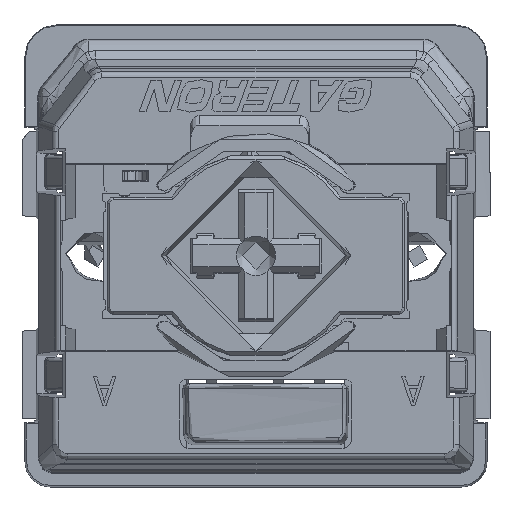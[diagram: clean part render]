
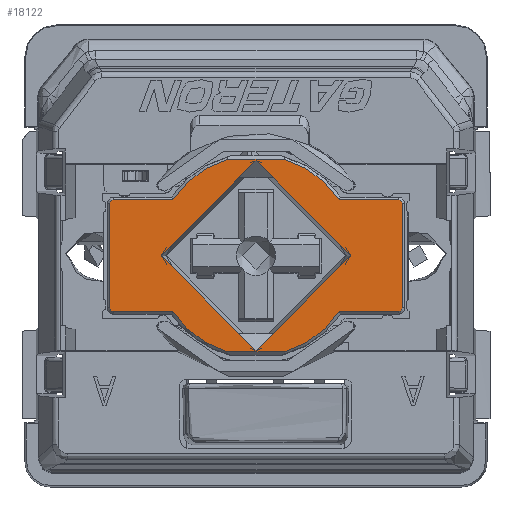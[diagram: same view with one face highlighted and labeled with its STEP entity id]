
A CAD part, top view. The second image highlights one B-rep face of the part: STEP entity #18122.
In plain terms, the highlighted planar face has unit normal (0, 0, 1).
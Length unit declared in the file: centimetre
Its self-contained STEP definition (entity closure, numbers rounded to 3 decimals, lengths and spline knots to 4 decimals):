
#263=FACE_BOUND('',#3104,.T.);
#702=CIRCLE('',#19589,0.317);
#703=CIRCLE('',#19591,0.012);
#704=CIRCLE('',#19593,0.012);
#705=CIRCLE('',#19595,0.317);
#706=CIRCLE('',#19598,0.317);
#707=CIRCLE('',#19601,0.012);
#708=CIRCLE('',#19603,0.012);
#709=CIRCLE('',#19606,0.317);
#710=CIRCLE('',#19608,0.2994);
#2108=FACE_OUTER_BOUND('',#3103,.T.);
#3103=EDGE_LOOP('',(#16109,#16110,#16111,#16112,#16113,#16114,#16115,#16116,
#16117,#16118,#16119,#16120,#16121,#16122,#16123,#16124));
#3104=EDGE_LOOP('',(#16125));
#4815=LINE('',#31217,#6621);
#4817=LINE('',#31222,#6623);
#4819=LINE('',#31235,#6625);
#4822=LINE('',#31241,#6628);
#4824=LINE('',#31250,#6630);
#4827=LINE('',#31256,#6633);
#4829=LINE('',#31282,#6635);
#4830=LINE('',#31296,#6636);
#6621=VECTOR('',#24024,0.1);
#6623=VECTOR('',#24028,0.1);
#6625=VECTOR('',#24032,0.1);
#6628=VECTOR('',#24037,0.1);
#6630=VECTOR('',#24041,0.1);
#6633=VECTOR('',#24046,0.1);
#6635=VECTOR('',#24066,0.1);
#6636=VECTOR('',#24083,0.1);
#8556=VERTEX_POINT('',#31211);
#8557=VERTEX_POINT('',#31216);
#8558=VERTEX_POINT('',#31220);
#8559=VERTEX_POINT('',#31221);
#8560=VERTEX_POINT('',#31229);
#8561=VERTEX_POINT('',#31234);
#8562=VERTEX_POINT('',#31238);
#8563=VERTEX_POINT('',#31240);
#8564=VERTEX_POINT('',#31247);
#8565=VERTEX_POINT('',#31249);
#8566=VERTEX_POINT('',#31253);
#8567=VERTEX_POINT('',#31255);
#8568=VERTEX_POINT('',#31259);
#8569=VERTEX_POINT('',#31270);
#8570=VERTEX_POINT('',#31277);
#8571=VERTEX_POINT('',#31291);
#8572=VERTEX_POINT('',#31300);
#11096=EDGE_CURVE('',#8557,#8556,#4815,.T.);
#11098=EDGE_CURVE('',#8558,#8559,#4817,.T.);
#11102=EDGE_CURVE('',#8561,#8560,#4819,.T.);
#11105=EDGE_CURVE('',#8563,#8562,#4822,.T.);
#11108=EDGE_CURVE('',#8565,#8564,#4824,.T.);
#11111=EDGE_CURVE('',#8567,#8566,#4827,.T.);
#11114=EDGE_CURVE('',#8556,#8568,#702,.T.);
#11115=EDGE_CURVE('',#8564,#8557,#703,.T.);
#11116=EDGE_CURVE('',#8562,#8565,#704,.T.);
#11117=EDGE_CURVE('',#8569,#8563,#705,.T.);
#11120=EDGE_CURVE('',#8570,#8569,#4829,.T.);
#11121=EDGE_CURVE('',#8560,#8570,#706,.T.);
#11122=EDGE_CURVE('',#8566,#8561,#707,.T.);
#11123=EDGE_CURVE('',#8559,#8567,#708,.T.);
#11125=EDGE_CURVE('',#8568,#8571,#4830,.T.);
#11126=EDGE_CURVE('',#8571,#8558,#709,.T.);
#11127=EDGE_CURVE('',#8572,#8572,#710,.T.);
#16109=ORIENTED_EDGE('',*,*,#11126,.T.);
#16110=ORIENTED_EDGE('',*,*,#11098,.T.);
#16111=ORIENTED_EDGE('',*,*,#11123,.T.);
#16112=ORIENTED_EDGE('',*,*,#11111,.T.);
#16113=ORIENTED_EDGE('',*,*,#11122,.T.);
#16114=ORIENTED_EDGE('',*,*,#11102,.T.);
#16115=ORIENTED_EDGE('',*,*,#11121,.T.);
#16116=ORIENTED_EDGE('',*,*,#11120,.T.);
#16117=ORIENTED_EDGE('',*,*,#11117,.T.);
#16118=ORIENTED_EDGE('',*,*,#11105,.T.);
#16119=ORIENTED_EDGE('',*,*,#11116,.T.);
#16120=ORIENTED_EDGE('',*,*,#11108,.T.);
#16121=ORIENTED_EDGE('',*,*,#11115,.T.);
#16122=ORIENTED_EDGE('',*,*,#11096,.T.);
#16123=ORIENTED_EDGE('',*,*,#11114,.T.);
#16124=ORIENTED_EDGE('',*,*,#11125,.T.);
#16125=ORIENTED_EDGE('',*,*,#11127,.T.);
#17192=PLANE('',#19607);
#18122=ADVANCED_FACE('',(#2108,#263),#17192,.F.);
#19589=AXIS2_PLACEMENT_3D('',#31264,#24050,#24051);
#19591=AXIS2_PLACEMENT_3D('',#31266,#24054,#24055);
#19593=AXIS2_PLACEMENT_3D('',#31268,#24058,#24059);
#19595=AXIS2_PLACEMENT_3D('',#31271,#24062,#24063);
#19598=AXIS2_PLACEMENT_3D('',#31284,#24069,#24070);
#19601=AXIS2_PLACEMENT_3D('',#31287,#24075,#24076);
#19603=AXIS2_PLACEMENT_3D('',#31289,#24079,#24080);
#19606=AXIS2_PLACEMENT_3D('',#31298,#24086,#24087);
#19607=AXIS2_PLACEMENT_3D('',#31299,#24088,#24089);
#19608=AXIS2_PLACEMENT_3D('',#31301,#24090,#24091);
#24024=DIRECTION('',(1.,0.,0.));
#24028=DIRECTION('',(1.,0.,0.));
#24032=DIRECTION('',(-1.,0.,0.));
#24037=DIRECTION('',(-1.,0.,0.));
#24041=DIRECTION('',(0.,-1.,0.));
#24046=DIRECTION('',(0.,1.,0.));
#24050=DIRECTION('center_axis',(0.,0.,1.));
#24051=DIRECTION('ref_axis',(-1.,0.,0.));
#24054=DIRECTION('center_axis',(0.,0.,1.));
#24055=DIRECTION('ref_axis',(-1.,0.,0.));
#24058=DIRECTION('center_axis',(0.,0.,1.));
#24059=DIRECTION('ref_axis',(-1.,0.,0.));
#24062=DIRECTION('center_axis',(0.,0.,1.));
#24063=DIRECTION('ref_axis',(-1.,0.,0.));
#24066=DIRECTION('',(-1.,0.,0.));
#24069=DIRECTION('center_axis',(0.,0.,1.));
#24070=DIRECTION('ref_axis',(-1.,0.,0.));
#24075=DIRECTION('center_axis',(0.,0.,1.));
#24076=DIRECTION('ref_axis',(-1.,0.,0.));
#24079=DIRECTION('center_axis',(0.,0.,1.));
#24080=DIRECTION('ref_axis',(-1.,0.,0.));
#24083=DIRECTION('',(1.,0.,0.));
#24086=DIRECTION('center_axis',(0.,0.,1.));
#24087=DIRECTION('ref_axis',(-1.,0.,0.));
#24088=DIRECTION('center_axis',(0.,0.,-1.));
#24089=DIRECTION('ref_axis',(1.,0.,0.));
#24090=DIRECTION('center_axis',(0.,0.,-1.));
#24091=DIRECTION('ref_axis',(-1.,0.,0.));
#31211=CARTESIAN_POINT('',(-0.263,-0.177,0.93));
#31216=CARTESIAN_POINT('',(-0.45,-0.177,0.93));
#31217=CARTESIAN_POINT('',(-0.268,-0.177,0.93));
#31220=CARTESIAN_POINT('',(0.263,-0.177,0.93));
#31221=CARTESIAN_POINT('',(0.45,-0.177,0.93));
#31222=CARTESIAN_POINT('',(0.4492,-0.177,0.93));
#31229=CARTESIAN_POINT('',(0.263,0.177,0.93));
#31234=CARTESIAN_POINT('',(0.45,0.177,0.93));
#31235=CARTESIAN_POINT('',(0.2679,0.177,0.93));
#31238=CARTESIAN_POINT('',(-0.45,0.177,0.93));
#31240=CARTESIAN_POINT('',(-0.263,0.177,0.93));
#31241=CARTESIAN_POINT('',(-0.45,0.177,0.93));
#31247=CARTESIAN_POINT('',(-0.462,-0.165,0.93));
#31249=CARTESIAN_POINT('',(-0.462,0.165,0.93));
#31250=CARTESIAN_POINT('',(-0.462,-0.164,0.93));
#31253=CARTESIAN_POINT('',(0.462,0.165,0.93));
#31255=CARTESIAN_POINT('',(0.462,-0.165,0.93));
#31256=CARTESIAN_POINT('',(0.462,0.164,0.93));
#31259=CARTESIAN_POINT('',(-0.0898,-0.304,0.93));
#31264=CARTESIAN_POINT('Origin',(0.,0.,0.93));
#31266=CARTESIAN_POINT('Origin',(-0.45,-0.165,0.93));
#31268=CARTESIAN_POINT('Origin',(-0.45,0.165,0.93));
#31270=CARTESIAN_POINT('',(-0.0898,0.304,0.93));
#31271=CARTESIAN_POINT('Origin',(0.,0.,0.93));
#31277=CARTESIAN_POINT('',(0.0899,0.304,0.93));
#31282=CARTESIAN_POINT('',(0.0802,0.304,0.93));
#31284=CARTESIAN_POINT('Origin',(0.,0.,0.93));
#31287=CARTESIAN_POINT('Origin',(0.45,0.165,0.93));
#31289=CARTESIAN_POINT('Origin',(0.45,-0.165,0.93));
#31291=CARTESIAN_POINT('',(0.0898,-0.304,0.93));
#31296=CARTESIAN_POINT('',(4.9212,-0.304,0.93));
#31298=CARTESIAN_POINT('Origin',(0.,0.,0.93));
#31299=CARTESIAN_POINT('Origin',(4.9212,-0.0259,0.93));
#31300=CARTESIAN_POINT('',(0.2994,0.,0.93));
#31301=CARTESIAN_POINT('Origin',(0.,0.,0.93));
